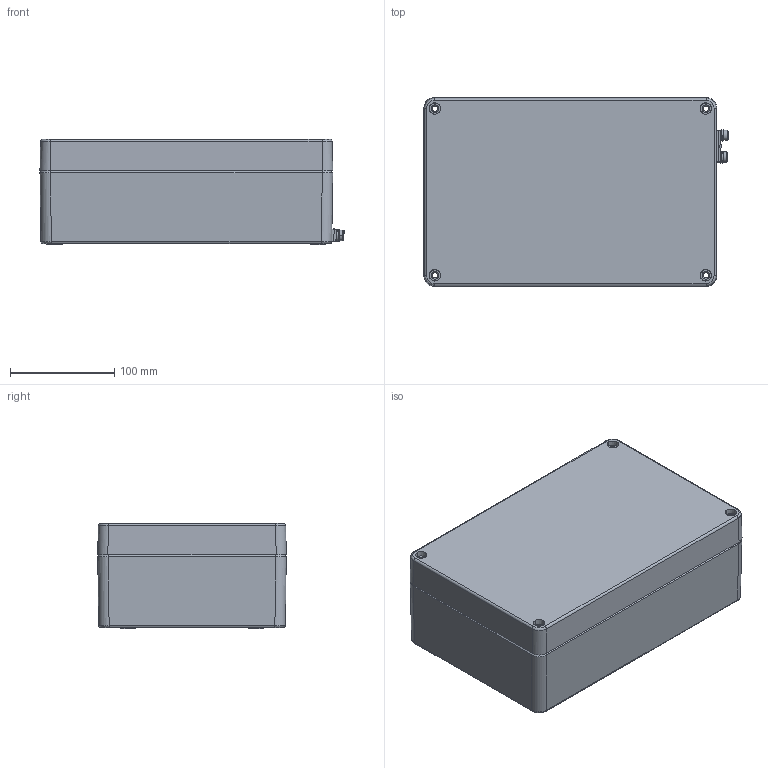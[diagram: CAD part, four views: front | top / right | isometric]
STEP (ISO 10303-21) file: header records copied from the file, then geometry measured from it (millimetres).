
FILE_DESCRIPTION(('FreeCAD Model'),'2;1');
FILE_NAME('GBAEX280180100.step', '2026-03-27T11:55:38',('Author'),(''), 'Open CASCADE STEP processor 7.3','FreeCAD','Unknown');
FILE_SCHEMA(('AUTOMOTIVE_DESIGN { 1 0 10303 214 1 1 1 1 }'));
Length unit declared in the file: millimetre
Products named in the file (4): GBAEX280180100; ALU_BASE_280180100; ALU_LID_280180100; M6_DOUBLE_EARTHING
Assembly tree (3 placements, depth 2):
  GBAEX280180100
    ALU_BASE_280180100
    ALU_LID_280180100
    M6_DOUBLE_EARTHING
Bounding box: 291.86 x 181 x 101 mm (x, y, z)
Volume: 983112.5 mm3; surface area: 400973.2 mm2
Topology: 9 solids, 9 shells, 773 faces, 2298 edges, 2976 vertices
Faces by surface type: plane 282, cylinder 272, cone 110, bspline 109
Entity records: 35726 total; most frequent: CARTESIAN_POINT 14943, DIRECTION 3880, ORIENTED_EDGE 3620, EDGE_CURVE 1810, AXIS2_PLACEMENT_3D 1323, LINE 1234, VECTOR 1234, VERTEX_POINT 1136
